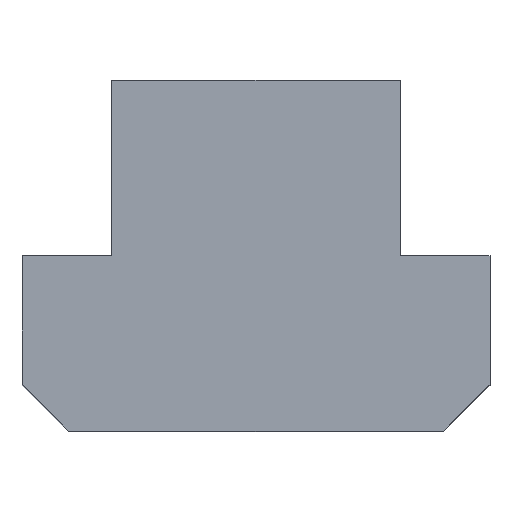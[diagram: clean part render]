
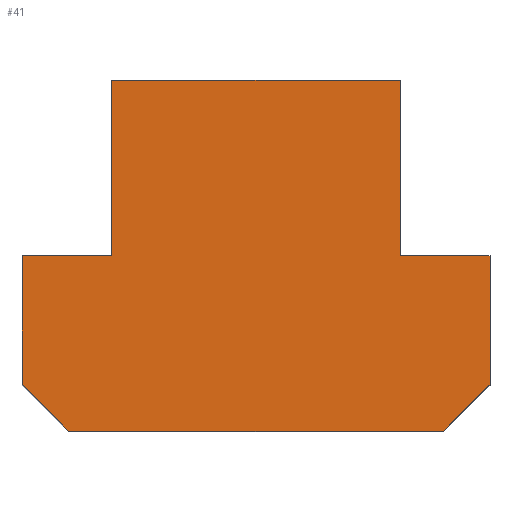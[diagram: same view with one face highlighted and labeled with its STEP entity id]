
A CAD part, top view. The second image highlights one B-rep face of the part: STEP entity #41.
In plain terms, the highlighted planar face has unit normal (0, 0, 1).
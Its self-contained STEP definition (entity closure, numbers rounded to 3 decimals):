
#41 = ADVANCED_FACE( '', ( #89 ), #90, .T. );
#89 = FACE_OUTER_BOUND( '', #146, .T. );
#90 = PLANE( '', #147 );
#146 = EDGE_LOOP( '', ( #202, #203, #204, #205, #206, #207, #208, #209, #210, #211 ) );
#147 = AXIS2_PLACEMENT_3D( '', #212, #213, #214 );
#202 = ORIENTED_EDGE( '', *, *, #327, .T. );
#203 = ORIENTED_EDGE( '', *, *, #324, .T. );
#204 = ORIENTED_EDGE( '', *, *, #328, .T. );
#205 = ORIENTED_EDGE( '', *, *, #329, .T. );
#206 = ORIENTED_EDGE( '', *, *, #330, .T. );
#207 = ORIENTED_EDGE( '', *, *, #331, .T. );
#208 = ORIENTED_EDGE( '', *, *, #332, .T. );
#209 = ORIENTED_EDGE( '', *, *, #333, .T. );
#210 = ORIENTED_EDGE( '', *, *, #334, .T. );
#211 = ORIENTED_EDGE( '', *, *, #335, .T. );
#212 = CARTESIAN_POINT( '', ( 0., 0., 16. ) );
#213 = DIRECTION( '', ( 0., 0., 1. ) );
#214 = DIRECTION( '', ( 1., 0., 0. ) );
#324 = EDGE_CURVE( '', #376, #374, #377, .T. );
#327 = EDGE_CURVE( '', #380, #376, #381, .T. );
#328 = EDGE_CURVE( '', #374, #382, #383, .T. );
#329 = EDGE_CURVE( '', #382, #384, #385, .T. );
#330 = EDGE_CURVE( '', #384, #386, #387, .T. );
#331 = EDGE_CURVE( '', #386, #388, #389, .T. );
#332 = EDGE_CURVE( '', #388, #390, #391, .T. );
#333 = EDGE_CURVE( '', #390, #392, #393, .T. );
#334 = EDGE_CURVE( '', #392, #394, #395, .T. );
#335 = EDGE_CURVE( '', #394, #380, #396, .T. );
#374 = VERTEX_POINT( '', #448 );
#376 = VERTEX_POINT( '', #451 );
#377 = LINE( '', #452, #453 );
#380 = VERTEX_POINT( '', #457 );
#381 = LINE( '', #458, #459 );
#382 = VERTEX_POINT( '', #460 );
#383 = LINE( '', #461, #462 );
#384 = VERTEX_POINT( '', #463 );
#385 = LINE( '', #464, #465 );
#386 = VERTEX_POINT( '', #466 );
#387 = LINE( '', #467, #468 );
#388 = VERTEX_POINT( '', #469 );
#389 = LINE( '', #470, #471 );
#390 = VERTEX_POINT( '', #472 );
#391 = LINE( '', #473, #474 );
#392 = VERTEX_POINT( '', #475 );
#393 = LINE( '', #476, #477 );
#394 = VERTEX_POINT( '', #478 );
#395 = LINE( '', #479, #480 );
#396 = LINE( '', #481, #482 );
#448 = CARTESIAN_POINT( '', ( -12.8, 0., 16. ) );
#451 = CARTESIAN_POINT( '', ( -16., 3.2, 16. ) );
#452 = CARTESIAN_POINT( '', ( -16., 3.2, 16. ) );
#453 = VECTOR( '', #548, 1000. );
#457 = CARTESIAN_POINT( '', ( -16., 12., 16. ) );
#458 = CARTESIAN_POINT( '', ( -16., 12., 16. ) );
#459 = VECTOR( '', #550, 1000. );
#460 = CARTESIAN_POINT( '', ( 12.8, 0., 16. ) );
#461 = CARTESIAN_POINT( '', ( -12.8, 0., 16. ) );
#462 = VECTOR( '', #551, 1000. );
#463 = CARTESIAN_POINT( '', ( 16., 3.2, 16. ) );
#464 = CARTESIAN_POINT( '', ( 12.8, 0., 16. ) );
#465 = VECTOR( '', #552, 1000. );
#466 = CARTESIAN_POINT( '', ( 16., 12., 16. ) );
#467 = CARTESIAN_POINT( '', ( 16., 3.2, 16. ) );
#468 = VECTOR( '', #553, 1000. );
#469 = CARTESIAN_POINT( '', ( 9.85, 12., 16. ) );
#470 = CARTESIAN_POINT( '', ( 16., 12., 16. ) );
#471 = VECTOR( '', #554, 1000. );
#472 = CARTESIAN_POINT( '', ( 9.85, 24., 16. ) );
#473 = CARTESIAN_POINT( '', ( 9.85, 12., 16. ) );
#474 = VECTOR( '', #555, 1000. );
#475 = CARTESIAN_POINT( '', ( -9.85, 24., 16. ) );
#476 = CARTESIAN_POINT( '', ( 9.85, 24., 16. ) );
#477 = VECTOR( '', #556, 1000. );
#478 = CARTESIAN_POINT( '', ( -9.85, 12., 16. ) );
#479 = CARTESIAN_POINT( '', ( -9.85, 24., 16. ) );
#480 = VECTOR( '', #557, 1000. );
#481 = CARTESIAN_POINT( '', ( -9.85, 12., 16. ) );
#482 = VECTOR( '', #558, 1000. );
#548 = DIRECTION( '', ( 0.707, -0.707, 0. ) );
#550 = DIRECTION( '', ( 0., -1., 0. ) );
#551 = DIRECTION( '', ( 1., 0., 0. ) );
#552 = DIRECTION( '', ( 0.707, 0.707, 0. ) );
#553 = DIRECTION( '', ( 0., 1., 0. ) );
#554 = DIRECTION( '', ( -1., 0., 0. ) );
#555 = DIRECTION( '', ( 0., 1., 0. ) );
#556 = DIRECTION( '', ( -1., 0., 0. ) );
#557 = DIRECTION( '', ( 0., -1., 0. ) );
#558 = DIRECTION( '', ( -1., 0., 0. ) );
